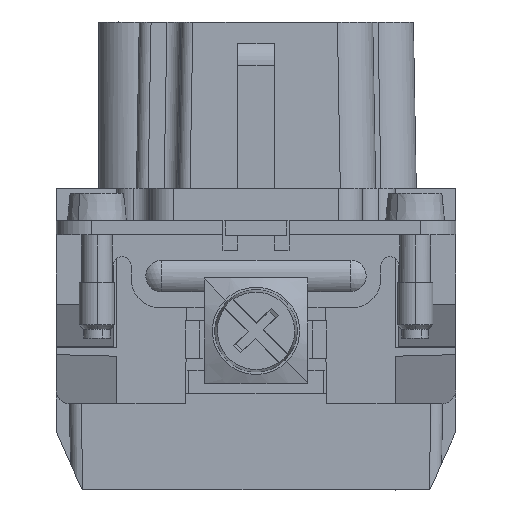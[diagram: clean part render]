
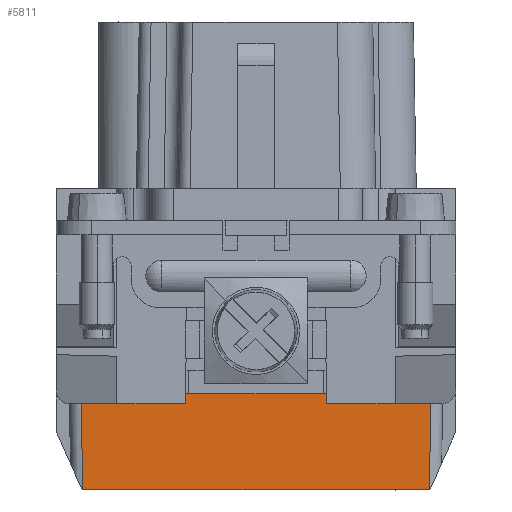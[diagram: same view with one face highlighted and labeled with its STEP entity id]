
A CAD part, front view. The second image highlights one B-rep face of the part: STEP entity #5811.
In plain terms, the highlighted planar face has unit normal (0, -1, -0.009).
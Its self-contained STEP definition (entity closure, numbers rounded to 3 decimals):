
#5784=AXIS2_PLACEMENT_3D('Plane Axis2P3D',#5781,#5782,#5783) ;
#2180=CARTESIAN_POINT('Vertex',(31.655,13.574,0.)) ;
#2183=CARTESIAN_POINT('Line Origine',(16.952,13.574,0.)) ;
#2187=CARTESIAN_POINT('Vertex',(2.25,13.574,0.)) ;
#5781=CARTESIAN_POINT('Axis2P3D Location',(-118.096,13.5,8.45)) ;
#5786=CARTESIAN_POINT('Line Origine',(31.728,13.537,4.225)) ;
#5790=CARTESIAN_POINT('Vertex',(31.802,13.5,8.45)) ;
#5793=CARTESIAN_POINT('Line Origine',(16.952,13.5,8.45)) ;
#5797=CARTESIAN_POINT('Vertex',(2.102,13.5,8.45)) ;
#5800=CARTESIAN_POINT('Line Origine',(2.176,13.537,4.225)) ;
#2184=DIRECTION('Vector Direction',(1.,0.,0.)) ;
#5782=DIRECTION('Axis2P3D Direction',(0.,1.,0.009)) ;
#5783=DIRECTION('Axis2P3D XDirection',(1.,0.,0.)) ;
#5787=DIRECTION('Vector Direction',(-0.017,0.009,-1.)) ;
#5794=DIRECTION('Vector Direction',(-1.,0.,0.)) ;
#5801=DIRECTION('Vector Direction',(-0.017,-0.009,1.)) ;
#2185=VECTOR('Line Direction',#2184,1.) ;
#5788=VECTOR('Line Direction',#5787,1.) ;
#5795=VECTOR('Line Direction',#5794,1.) ;
#5802=VECTOR('Line Direction',#5801,1.) ;
#5806=ORIENTED_EDGE('',*,*,#5792,.F.) ;
#5807=ORIENTED_EDGE('',*,*,#5799,.T.) ;
#5808=ORIENTED_EDGE('',*,*,#5804,.F.) ;
#5809=ORIENTED_EDGE('',*,*,#2189,.T.) ;
#5811=ADVANCED_FACE('Hauptk\X2\00F6\X0\rper',(#5810),#5785,.F.) ;
#2189=EDGE_CURVE('',#2188,#2181,#2186,.T.) ;
#5792=EDGE_CURVE('',#5791,#2181,#5789,.T.) ;
#5799=EDGE_CURVE('',#5791,#5798,#5796,.T.) ;
#5804=EDGE_CURVE('',#2188,#5798,#5803,.T.) ;
#5805=EDGE_LOOP('',(#5806,#5807,#5808,#5809)) ;
#5810=FACE_OUTER_BOUND('',#5805,.T.) ;
#2186=LINE('Line',#2183,#2185) ;
#5789=LINE('Line',#5786,#5788) ;
#5796=LINE('Line',#5793,#5795) ;
#5803=LINE('Line',#5800,#5802) ;
#5785=PLANE('',#5784) ;
#2181=VERTEX_POINT('',#2180) ;
#2188=VERTEX_POINT('',#2187) ;
#5791=VERTEX_POINT('',#5790) ;
#5798=VERTEX_POINT('',#5797) ;
